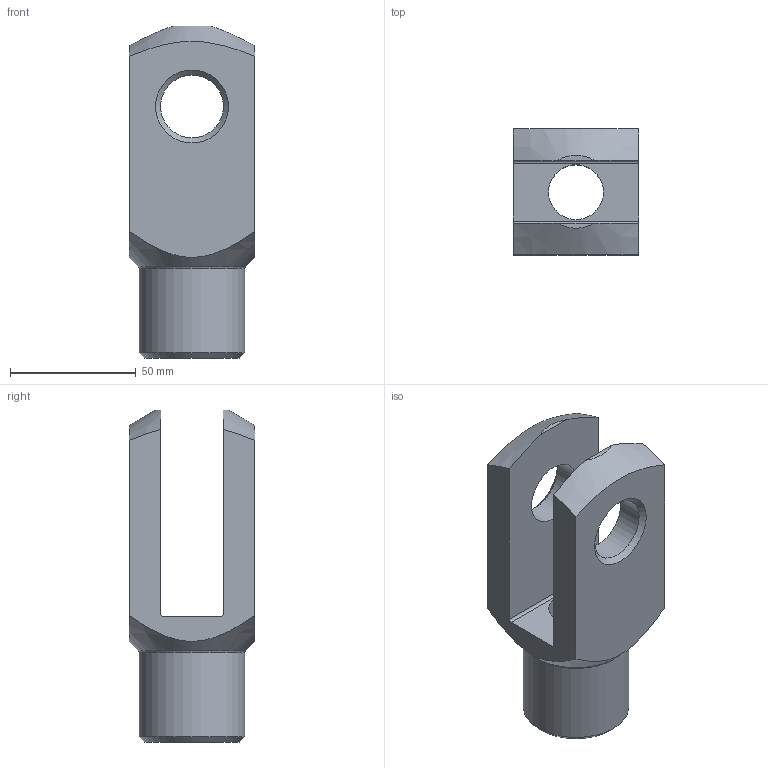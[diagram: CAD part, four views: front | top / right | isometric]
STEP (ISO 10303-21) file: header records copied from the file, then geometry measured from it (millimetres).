
FILE_DESCRIPTION((''),'2;1');
FILE_NAME('3070-Gabelkopf-GAKM5M24x2BL.stp','2012-07-16T11:49:22',('CADNEU'),(''),'Autodesk Inventor 2012','Autodesk Inventor 2012','');
FILE_SCHEMA(('AUTOMOTIVE_DESIGN { 1 0 10303 214 1 1 1 1 }'));
Length unit declared in the file: millimetre
Products named in the file (1): GAKM5M24x2BL
Bounding box: 50 x 50 x 132 mm (x, y, z)
Volume: 144299.3 mm3; surface area: 32861.6 mm2
Topology: 1 solids, 1 shells, 24 faces, 63 edges, 41 vertices
Faces by surface type: plane 10, cone 7, cylinder 6, torus 1
Full cylindrical faces by diameter (mm): 21.835 x1, 25 x2, 42 x1
Entity records: 680 total; most frequent: CARTESIAN_POINT 139, DIRECTION 104, ORIENTED_EDGE 98, EDGE_CURVE 49, AXIS2_PLACEMENT_3D 44, EDGE_LOOP 40, VERTEX_POINT 37, FACE_OUTER_BOUND 24
